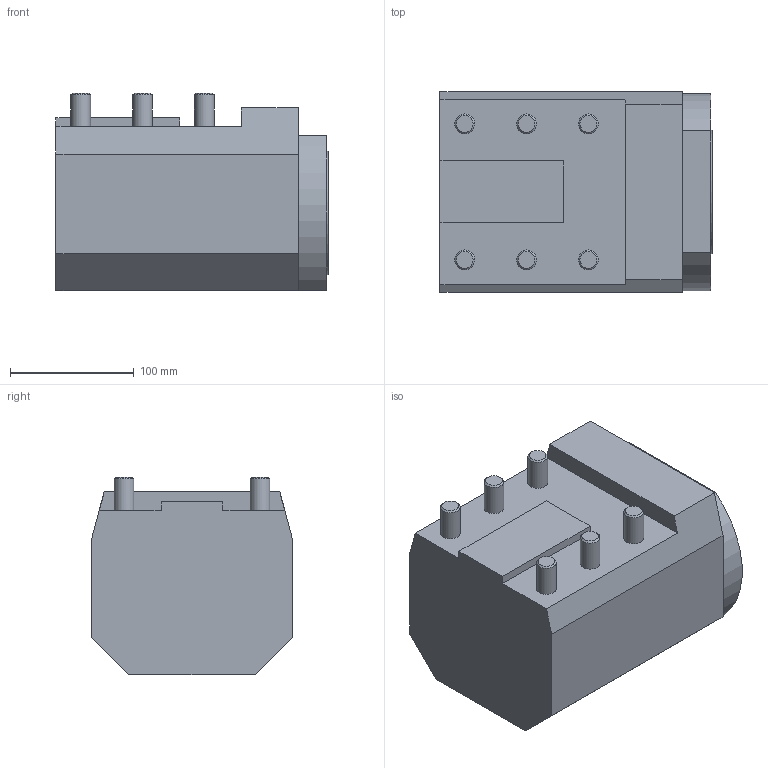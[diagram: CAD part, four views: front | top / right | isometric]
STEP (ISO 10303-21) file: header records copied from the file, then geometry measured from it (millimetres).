
FILE_DESCRIPTION(/* description */ (''),/* implementation_level */ '2;1');
FILE_NAME(/* name */ '1597304599216.stp',/* time_stamp */ '2020-08-13T09:43:26+02:00',/* author */ (''),/* organization */ ('SMS'),/* preprocessor_version */ 'ST-DEVELOPER v16.7',/* originating_system */ 'SIEMENS PLM Software NX 12.0',/* authorisation */ '');
FILE_SCHEMA (('AUTOMOTIVE_DESIGN { 1 0 10303 214 3 1 1 1 }'));
Length unit declared in the file: millimetre
Products named in the file (1): 201614842mod000_01
Bounding box: 220 x 162 x 160 mm (x, y, z)
Volume: 4371107.5 mm3; surface area: 187872.1 mm2
Topology: 1 solids, 1 shells, 49 faces, 115 edges, 80 vertices
Faces by surface type: plane 27, cone 12, cylinder 10
Full cylindrical faces by diameter (mm): 5.5 x1, 16 x6, 100 x1
Entity records: 1405 total; most frequent: CARTESIAN_POINT 277, DIRECTION 236, ORIENTED_EDGE 188, EDGE_CURVE 94, AXIS2_PLACEMENT_3D 90, EDGE_LOOP 72, VERTEX_POINT 70, LINE 56
